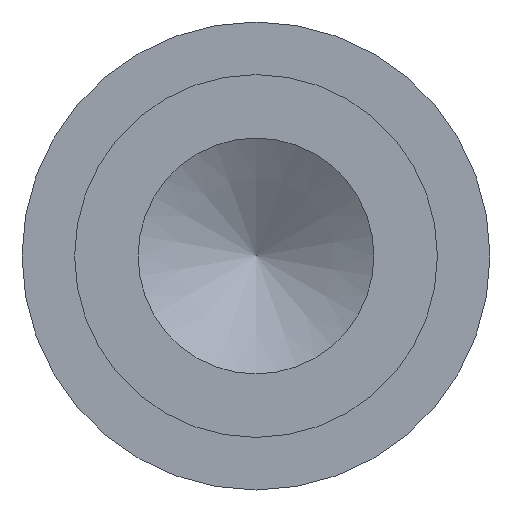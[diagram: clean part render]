
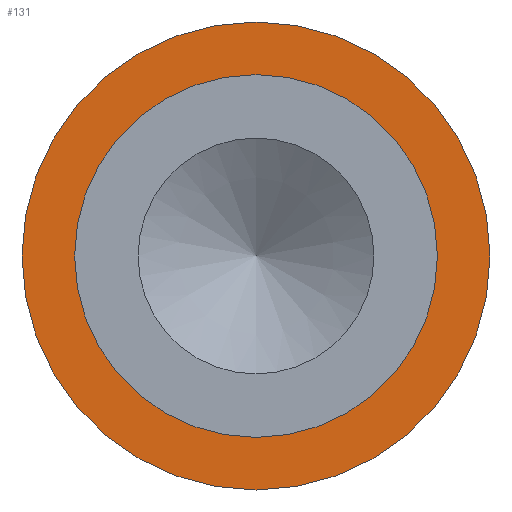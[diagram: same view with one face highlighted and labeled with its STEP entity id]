
A CAD part, left-side view. The second image highlights one B-rep face of the part: STEP entity #131.
In plain terms, the highlighted planar face has unit normal (-1, 0, 0).
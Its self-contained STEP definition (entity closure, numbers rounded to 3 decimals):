
#121=PLANE('',#255);
#131=ADVANCED_FACE('',(#151,#152),#121,.T.);
#151=FACE_BOUND('',#172,.T.);
#152=FACE_BOUND('',#173,.T.);
#172=EDGE_LOOP('',(#194));
#173=EDGE_LOOP('',(#195));
#194=ORIENTED_EDGE('',*,*,#227,.F.);
#195=ORIENTED_EDGE('',*,*,#228,.T.);
#216=VERTEX_POINT('',#328);
#217=VERTEX_POINT('',#330);
#227=EDGE_CURVE('',#216,#216,#238,.T.);
#228=EDGE_CURVE('',#217,#217,#239,.T.);
#238=CIRCLE('',#253,5.);
#239=CIRCLE('',#254,6.45);
#253=AXIS2_PLACEMENT_3D('',#327,#284,#285);
#254=AXIS2_PLACEMENT_3D('',#329,#286,#287);
#255=AXIS2_PLACEMENT_3D('',#331,#288,#289);
#284=DIRECTION('',(-1.,0.,0.));
#285=DIRECTION('',(0.,-1.,0.));
#286=DIRECTION('',(-1.,0.,0.));
#287=DIRECTION('',(0.,0.,1.));
#288=DIRECTION('',(-1.,0.,0.));
#289=DIRECTION('',(0.,0.,1.));
#327=CARTESIAN_POINT('',(18.,24.5,0.));
#328=CARTESIAN_POINT('',(18.,19.5,0.));
#329=CARTESIAN_POINT('',(18.,24.5,0.));
#330=CARTESIAN_POINT('',(18.,24.5,6.45));
#331=CARTESIAN_POINT('',(18.,17.405,-7.095));
